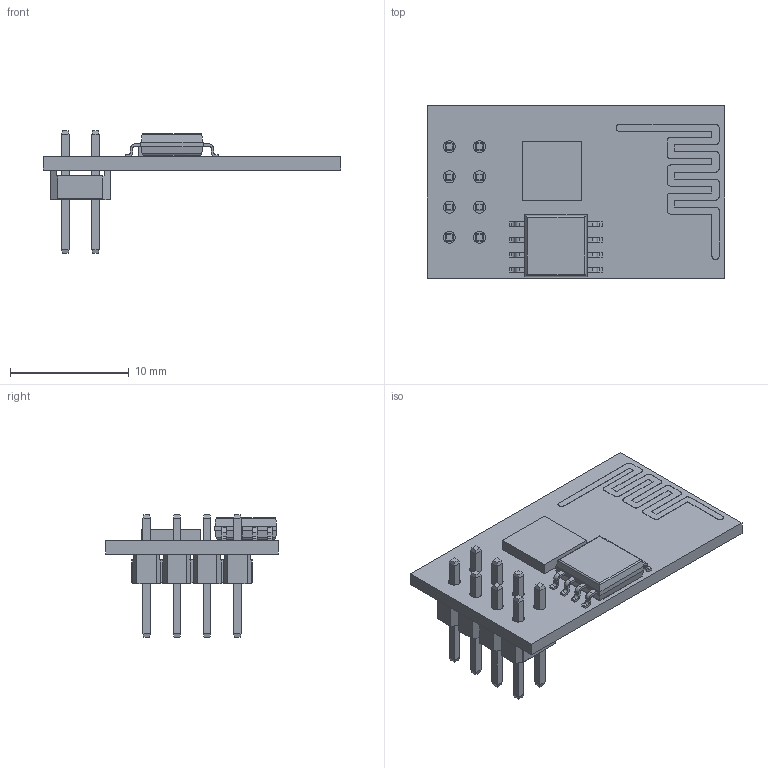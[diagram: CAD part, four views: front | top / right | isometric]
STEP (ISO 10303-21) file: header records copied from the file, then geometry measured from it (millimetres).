
FILE_DESCRIPTION (( 'STEP AP214' ), '1' );
FILE_NAME ('ESP8266-ESP01-step14.STEP', '2017-02-08T00:19:26', ( '' ), ( '' ), 'SwSTEP 2.0', 'SolidWorks 2016', '' );
FILE_SCHEMA (( 'AUTOMOTIVE_DESIGN' ));
Length unit declared in the file: millimetre
Products named in the file (7): ESP8266-ESP01-step14; PCB_Antenna; SerialFlashMem; Platine; ESP8266EX; Pin_Stiftleiste; PinSockel
Assembly tree (13 placements, depth 2):
  ESP8266-ESP01-step14
    Platine
    PinSockel
    PCB_Antenna
    Pin_Stiftleiste  x8
    SerialFlashMem
    ESP8266EX
Bounding box: 25 x 14.5 x 10.3 mm (x, y, z)
Volume: 593.2 mm3; surface area: 1510.6 mm2
Topology: 17 solids, 17 shells, 392 faces, 978 edges, 620 vertices
Faces by surface type: plane 321, cylinder 71
Entity records: 9531 total; most frequent: CARTESIAN_POINT 1624, ORIENTED_EDGE 1564, DIRECTION 1520, EDGE_CURVE 782, LINE 648, VECTOR 648, VERTEX_POINT 508, AXIS2_PLACEMENT_3D 436
